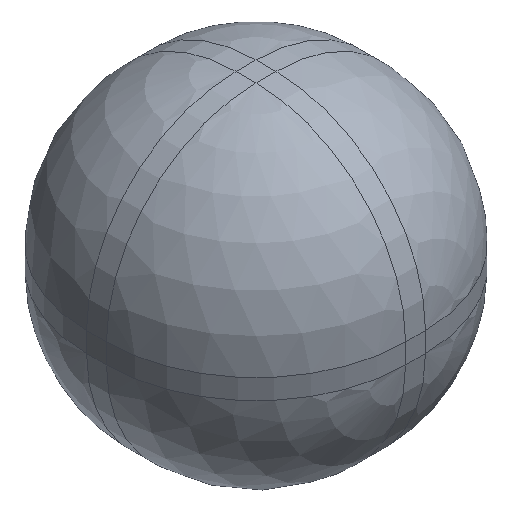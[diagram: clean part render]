
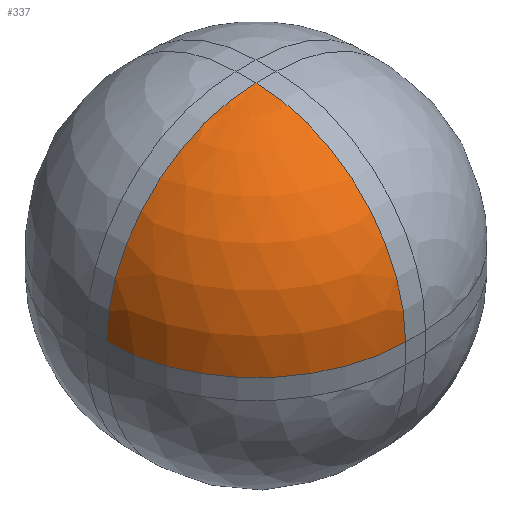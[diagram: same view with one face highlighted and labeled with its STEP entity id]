
A CAD part, isometric view. The second image highlights one B-rep face of the part: STEP entity #337.
In plain terms, the highlighted spherical face has radius 6.35 mm.
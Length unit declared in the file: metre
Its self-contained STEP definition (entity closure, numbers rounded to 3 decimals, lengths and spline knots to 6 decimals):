
#12=SPHERICAL_SURFACE('',#378,0.00635);
#20=CIRCLE('',#376,0.00635);
#22=CIRCLE('',#379,0.00635);
#23=CIRCLE('',#380,0.00635);
#84=ORIENTED_EDGE('',*,*,#178,.F.);
#85=ORIENTED_EDGE('',*,*,#176,.T.);
#86=ORIENTED_EDGE('',*,*,#179,.F.);
#176=EDGE_CURVE('',#218,#215,#20,.T.);
#178=EDGE_CURVE('',#218,#200,#22,.F.);
#179=EDGE_CURVE('',#200,#215,#23,.F.);
#200=VERTEX_POINT('',#548);
#215=VERTEX_POINT('',#580);
#218=VERTEX_POINT('',#587);
#279=EDGE_LOOP('',(#84,#85,#86));
#305=FACE_BOUND('',#279,.T.);
#337=ADVANCED_FACE('',(#305),#12,.T.);
#376=AXIS2_PLACEMENT_3D('',#601,#459,#460);
#378=AXIS2_PLACEMENT_3D('',#603,#463,#464);
#379=AXIS2_PLACEMENT_3D('',#604,#465,#466);
#380=AXIS2_PLACEMENT_3D('',#605,#467,#468);
#459=DIRECTION('',(-1.,0.,0.));
#460=DIRECTION('',(0.,0.,1.));
#463=DIRECTION('',(0.,0.,1.));
#464=DIRECTION('',(1.,0.,0.));
#465=DIRECTION('',(0.,0.,1.));
#466=DIRECTION('',(1.,0.,0.));
#467=DIRECTION('',(0.,-1.,0.));
#468=DIRECTION('',(0.,0.,-1.));
#548=CARTESIAN_POINT('',(0.048479,-0.000423,0.000423));
#580=CARTESIAN_POINT('',(0.054829,-0.000423,0.006773));
#587=CARTESIAN_POINT('',(0.054829,-0.006773,0.000423));
#601=CARTESIAN_POINT('',(0.054829,-0.000423,0.000423));
#603=CARTESIAN_POINT('',(0.054829,-0.000423,0.000423));
#604=CARTESIAN_POINT('',(0.054829,-0.000423,0.000423));
#605=CARTESIAN_POINT('',(0.054829,-0.000423,0.000423));
